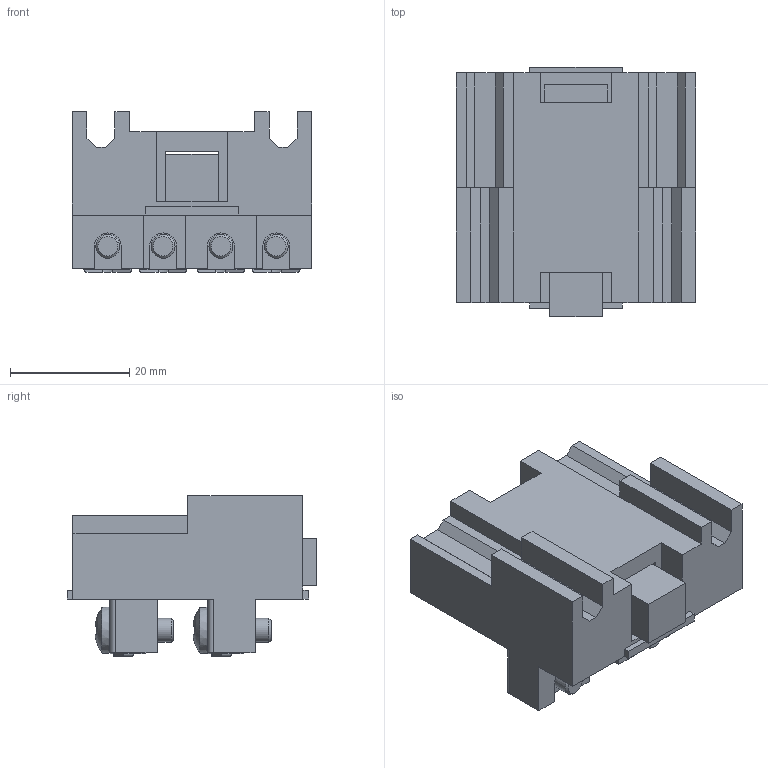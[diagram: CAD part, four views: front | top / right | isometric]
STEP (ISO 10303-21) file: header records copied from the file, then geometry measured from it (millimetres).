
FILE_DESCRIPTION((''),'2;1');
FILE_NAME('S11.stp','2007-11-21T14:34:53',('Philipp'),(''),'Autodesk Inventor 2008','Autodesk Inventor 2008','');
FILE_SCHEMA(('AUTOMOTIVE_DESIGN { 1 0 10303 214 1 1 1 1 }'));
Length unit declared in the file: millimetre
Products named in the file (5): S11; casing; pin; DIN 7985 (H) M4x10-H; pad
Assembly tree (10 placements, depth 2):
  S11
    casing
    pin
    DIN 7985 (H) M4x10-H  x4
    pad  x4
Bounding box: 40.3 x 42 x 27.05 mm (x, y, z)
Volume: 23212.2 mm3; surface area: 12715.5 mm2
Topology: 10 solids, 10 shells, 374 faces, 1044 edges, 686 vertices
Faces by surface type: plane 227, cone 60, cylinder 56, bspline 23, sphere 8
Full cylindrical faces by diameter (mm): 3.65 x4, 4 x8
Entity records: 6677 total; most frequent: CARTESIAN_POINT 1352, ORIENTED_EDGE 1102, DIRECTION 1010, EDGE_CURVE 551, VECTOR 434, LINE 434, VERTEX_POINT 369, AXIS2_PLACEMENT_3D 288
